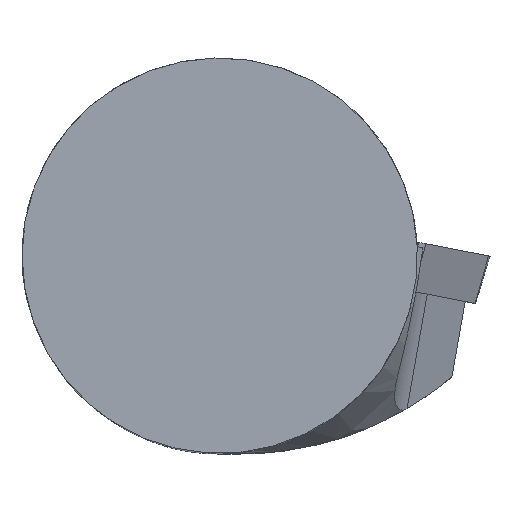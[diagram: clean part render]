
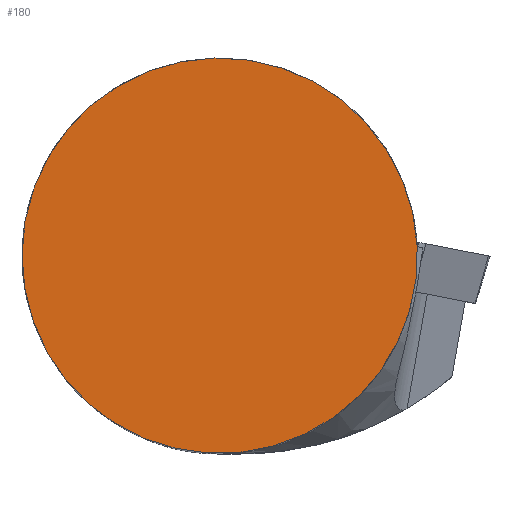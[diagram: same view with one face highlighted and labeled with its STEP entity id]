
A CAD part, top view. The second image highlights one B-rep face of the part: STEP entity #180.
In plain terms, the highlighted planar face has unit normal (0, 0, 1).
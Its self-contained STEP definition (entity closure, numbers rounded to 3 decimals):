
#147=PLANE('',#1145);
#180=ADVANCED_FACE('',(#247),#147,.T.);
#247=FACE_OUTER_BOUND('',#293,.T.);
#293=EDGE_LOOP('',(#596));
#596=ORIENTED_EDGE('',*,*,#894,.F.);
#795=VERTEX_POINT('',#1639);
#894=EDGE_CURVE('',#795,#795,#1001,.T.);
#1001=CIRCLE('',#1125,16.);
#1125=AXIS2_PLACEMENT_3D('',#1638,#1291,#1292);
#1145=AXIS2_PLACEMENT_3D('',#1791,#1345,#1346);
#1291=DIRECTION('',(0.,0.,-1.));
#1292=DIRECTION('',(-1.,0.,0.));
#1345=DIRECTION('',(0.,0.,1.));
#1346=DIRECTION('',(1.,0.,0.));
#1638=CARTESIAN_POINT('',(0.,0.,0.325));
#1639=CARTESIAN_POINT('',(-16.,0.,0.325));
#1791=CARTESIAN_POINT('',(0.,0.,0.325));
